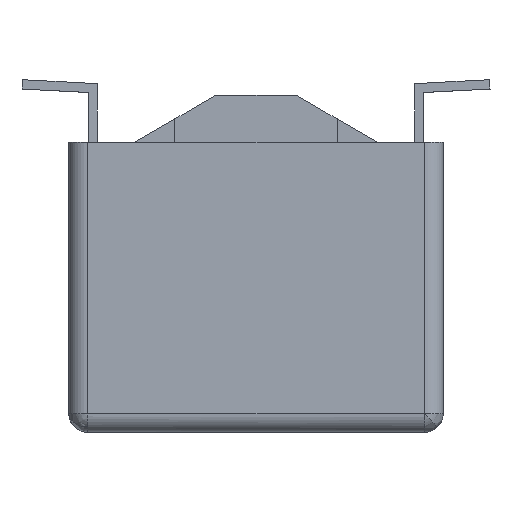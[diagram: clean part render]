
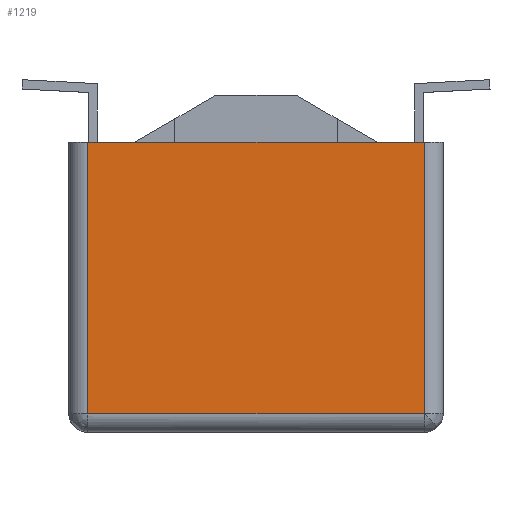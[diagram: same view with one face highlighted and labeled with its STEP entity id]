
A CAD part, left-side view. The second image highlights one B-rep face of the part: STEP entity #1219.
In plain terms, the highlighted planar face has unit normal (-1, 0, 0).
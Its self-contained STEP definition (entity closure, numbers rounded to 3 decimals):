
#240 = EDGE_CURVE ( 'NONE', #2985, #3466, #3022, .T. ) ;
#525 = LINE ( 'NONE', #547, #2147 ) ;
#547 = CARTESIAN_POINT ( 'NONE',  ( -5., 2.7, -1. ) ) ;
#708 = DIRECTION ( 'NONE',  ( 0., 0., 1. ) ) ;
#931 = EDGE_CURVE ( 'NONE', #3466, #2653, #1834, .T. ) ;
#1219 = ADVANCED_FACE ( 'NONE', ( #2659 ), #2968, .T. ) ;
#1221 = VECTOR ( 'NONE', #708, 1000. ) ;
#1331 = CARTESIAN_POINT ( 'NONE',  ( -5., 2.7, -5.35 ) ) ;
#1429 = DIRECTION ( 'NONE',  ( 0., 1., 0. ) ) ;
#1548 = DIRECTION ( 'NONE',  ( 0., 0., -1. ) ) ;
#1567 = CARTESIAN_POINT ( 'NONE',  ( -5., -2.7, -1. ) ) ;
#1632 = ORIENTED_EDGE ( 'NONE', *, *, #240, .T. ) ;
#1825 = CARTESIAN_POINT ( 'NONE',  ( -5., -10.822, -5.35 ) ) ;
#1834 = LINE ( 'NONE', #2518, #3240 ) ;
#1925 = VECTOR ( 'NONE', #1429, 1000. ) ;
#2147 = VECTOR ( 'NONE', #1548, 1000. ) ;
#2224 = EDGE_CURVE ( 'NONE', #2653, #3490, #525, .T. ) ;
#2277 = DIRECTION ( 'NONE',  ( 0., 0., 1. ) ) ;
#2362 = EDGE_LOOP ( 'NONE', ( #3829, #1632, #2714, #3887 ) ) ;
#2383 = AXIS2_PLACEMENT_3D ( 'NONE', #3283, #3035, #2277 ) ;
#2518 = CARTESIAN_POINT ( 'NONE',  ( -5., 3., -1. ) ) ;
#2653 = VERTEX_POINT ( 'NONE', #2676 ) ;
#2659 = FACE_OUTER_BOUND ( 'NONE', #2362, .T. ) ;
#2676 = CARTESIAN_POINT ( 'NONE',  ( -5., 2.7, -1. ) ) ;
#2714 = ORIENTED_EDGE ( 'NONE', *, *, #931, .T. ) ;
#2808 = LINE ( 'NONE', #1825, #1925 ) ;
#2968 = PLANE ( 'NONE',  #2383 ) ;
#2985 = VERTEX_POINT ( 'NONE', #3221 ) ;
#3022 = LINE ( 'NONE', #4038, #1221 ) ;
#3035 = DIRECTION ( 'NONE',  ( -1., 0., 0. ) ) ;
#3221 = CARTESIAN_POINT ( 'NONE',  ( -5., -2.7, -5.35 ) ) ;
#3236 = DIRECTION ( 'NONE',  ( 0., 1., 0. ) ) ;
#3240 = VECTOR ( 'NONE', #3236, 1000. ) ;
#3283 = CARTESIAN_POINT ( 'NONE',  ( -5., 3., -1. ) ) ;
#3466 = VERTEX_POINT ( 'NONE', #1567 ) ;
#3490 = VERTEX_POINT ( 'NONE', #1331 ) ;
#3829 = ORIENTED_EDGE ( 'NONE', *, *, #4253, .F. ) ;
#3887 = ORIENTED_EDGE ( 'NONE', *, *, #2224, .T. ) ;
#4038 = CARTESIAN_POINT ( 'NONE',  ( -5., -2.7, -1. ) ) ;
#4253 = EDGE_CURVE ( 'NONE', #2985, #3490, #2808, .T. ) ;
